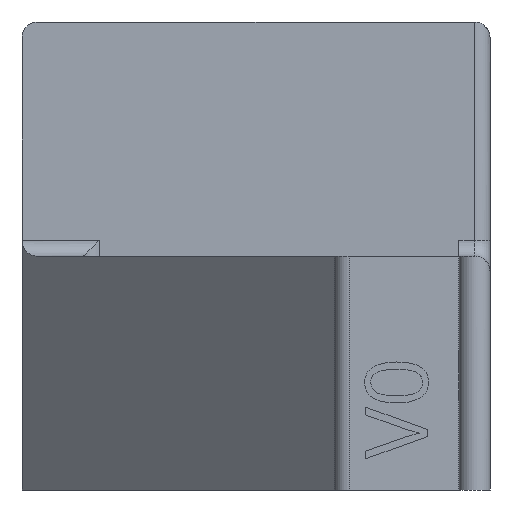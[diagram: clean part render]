
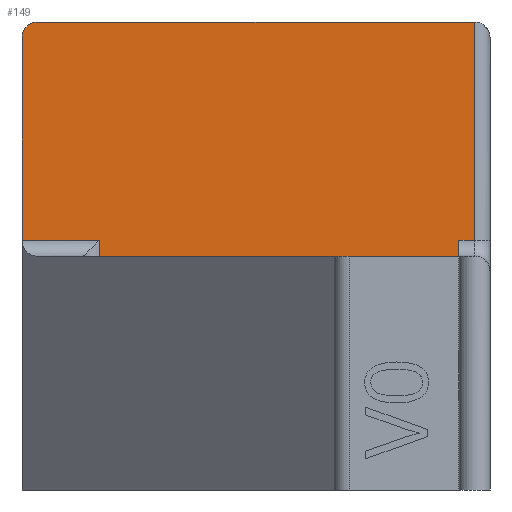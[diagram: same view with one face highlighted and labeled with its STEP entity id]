
A CAD part, front view. The second image highlights one B-rep face of the part: STEP entity #149.
In plain terms, the highlighted planar face has unit normal (0, -1, 0).
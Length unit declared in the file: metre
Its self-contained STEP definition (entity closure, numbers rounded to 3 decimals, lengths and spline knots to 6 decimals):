
#149 = ADVANCED_FACE( '', ( #338 ), #339, .T. );
#338 = FACE_OUTER_BOUND( '', #571, .T. );
#339 = PLANE( '', #572 );
#571 = EDGE_LOOP( '', ( #984, #985, #986, #987, #988, #989, #990, #991, #992 ) );
#572 = AXIS2_PLACEMENT_3D( '', #993, #994, #995 );
#984 = ORIENTED_EDGE( '', *, *, #1448, .T. );
#985 = ORIENTED_EDGE( '', *, *, #1518, .T. );
#986 = ORIENTED_EDGE( '', *, *, #1491, .T. );
#987 = ORIENTED_EDGE( '', *, *, #1519, .F. );
#988 = ORIENTED_EDGE( '', *, *, #1520, .T. );
#989 = ORIENTED_EDGE( '', *, *, #1511, .T. );
#990 = ORIENTED_EDGE( '', *, *, #1521, .F. );
#991 = ORIENTED_EDGE( '', *, *, #1522, .T. );
#992 = ORIENTED_EDGE( '', *, *, #1523, .T. );
#993 = CARTESIAN_POINT( '', ( -0.029, 0.05, 0.015 ) );
#994 = DIRECTION( '', ( 0., -1., 0. ) );
#995 = DIRECTION( '', ( 1., 0., 0. ) );
#1448 = EDGE_CURVE( '', #1756, #1754, #1757, .T. );
#1491 = EDGE_CURVE( '', #1827, #1825, #1828, .T. );
#1511 = EDGE_CURVE( '', #1622, #1854, #1856, .F. );
#1518 = EDGE_CURVE( '', #1754, #1827, #1864, .T. );
#1519 = EDGE_CURVE( '', #1865, #1825, #1866, .T. );
#1520 = EDGE_CURVE( '', #1865, #1622, #1867, .T. );
#1521 = EDGE_CURVE( '', #1868, #1854, #1869, .T. );
#1522 = EDGE_CURVE( '', #1868, #1870, #1871, .T. );
#1523 = EDGE_CURVE( '', #1870, #1756, #1872, .T. );
#1622 = VERTEX_POINT( '', #1990 );
#1754 = VERTEX_POINT( '', #2184 );
#1756 = VERTEX_POINT( '', #2186 );
#1757 = LINE( '', #2187, #2188 );
#1825 = VERTEX_POINT( '', #2293 );
#1827 = VERTEX_POINT( '', #2296 );
#1828 = LINE( '', #2297, #2298 );
#1854 = VERTEX_POINT( '', #2333 );
#1856 = LINE( '', #2335, #2336 );
#1864 = LINE( '', #2347, #2348 );
#1865 = VERTEX_POINT( '', #2349 );
#1866 = LINE( '', #2350, #2351 );
#1867 = LINE( '', #2352, #2353 );
#1868 = VERTEX_POINT( '', #2354 );
#1869 = LINE( '', #2355, #2356 );
#1870 = VERTEX_POINT( '', #2357 );
#1871 = CIRCLE( '', #2358, 0.001 );
#1872 = LINE( '', #2359, #2360 );
#1990 = CARTESIAN_POINT( '', ( 0., 0.05, 0.016 ) );
#2184 = CARTESIAN_POINT( '', ( -0.024054, 0.05, 0.016 ) );
#2186 = CARTESIAN_POINT( '', ( -0.029, 0.05, 0.016 ) );
#2187 = CARTESIAN_POINT( '', ( -0.026305, 0.05, 0.016 ) );
#2188 = VECTOR( '', #2611, 1. );
#2293 = CARTESIAN_POINT( '', ( -0.001, 0.05, 0. ) );
#2296 = CARTESIAN_POINT( '', ( -0.024054, 0.05, 0. ) );
#2297 = CARTESIAN_POINT( '', ( -0.029, 0.05, 0. ) );
#2298 = VECTOR( '', #2656, 1. );
#2333 = CARTESIAN_POINT( '', ( 0., 0.05, 0.03 ) );
#2335 = CARTESIAN_POINT( '', ( 0., 0.05, 0.015 ) );
#2336 = VECTOR( '', #2679, 1. );
#2347 = CARTESIAN_POINT( '', ( -0.024054, 0.05, 0.015 ) );
#2348 = VECTOR( '', #2686, 1. );
#2349 = CARTESIAN_POINT( '', ( -0.001, 0.05, 0.016 ) );
#2350 = CARTESIAN_POINT( '', ( -0.001, 0.05, 0.015 ) );
#2351 = VECTOR( '', #2687, 1. );
#2352 = CARTESIAN_POINT( '', ( 0.001, 0.05, 0.016 ) );
#2353 = VECTOR( '', #2688, 1. );
#2354 = CARTESIAN_POINT( '', ( -0.028, 0.05, 0.03 ) );
#2355 = CARTESIAN_POINT( '', ( -0.029, 0.05, 0.03 ) );
#2356 = VECTOR( '', #2689, 1. );
#2357 = CARTESIAN_POINT( '', ( -0.029, 0.05, 0.029 ) );
#2358 = AXIS2_PLACEMENT_3D( '', #2690, #2691, #2692 );
#2359 = CARTESIAN_POINT( '', ( -0.029, 0.05, 0.015 ) );
#2360 = VECTOR( '', #2693, 1. );
#2611 = DIRECTION( '', ( 1., 0., 0. ) );
#2656 = DIRECTION( '', ( 1., 0., 0. ) );
#2679 = DIRECTION( '', ( 0., 0., -1. ) );
#2686 = DIRECTION( '', ( 0., 0., -1. ) );
#2687 = DIRECTION( '', ( 0., 0., -1. ) );
#2688 = DIRECTION( '', ( 1., 0., 0. ) );
#2689 = DIRECTION( '', ( 1., 0., 0. ) );
#2690 = CARTESIAN_POINT( '', ( -0.028, 0.05, 0.029 ) );
#2691 = DIRECTION( '', ( 0., -1., 0. ) );
#2692 = DIRECTION( '', ( 1., 0., 0. ) );
#2693 = DIRECTION( '', ( 0., 0., -1. ) );
